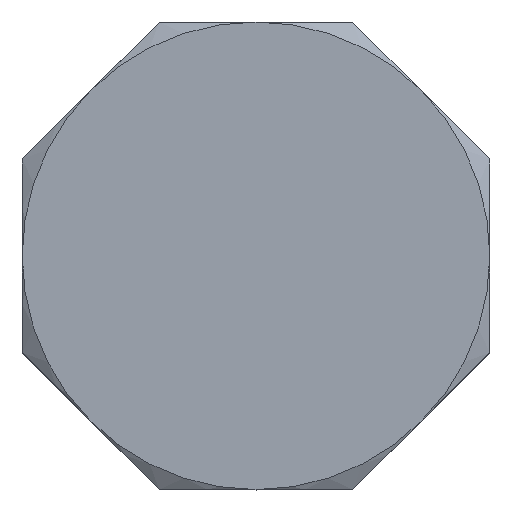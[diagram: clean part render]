
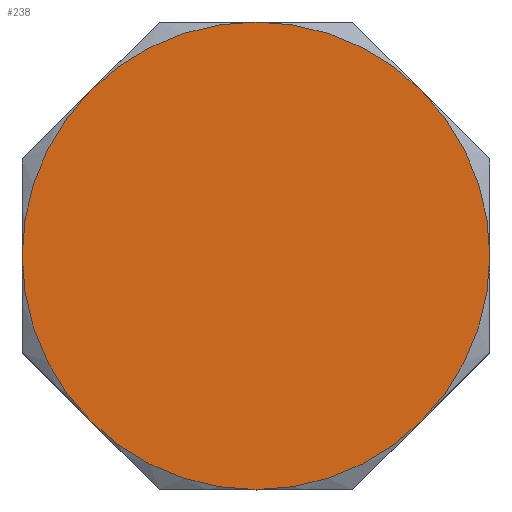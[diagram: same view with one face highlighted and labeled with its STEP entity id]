
A CAD part, top view. The second image highlights one B-rep face of the part: STEP entity #238.
In plain terms, the highlighted planar face has unit normal (0, 0, 1).
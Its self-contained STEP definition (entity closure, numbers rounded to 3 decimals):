
#126 = VERTEX_POINT ( 'NONE', #621 ) ;
#128 = VERTEX_POINT ( 'NONE', #573 ) ;
#139 = VERTEX_POINT ( 'NONE', #570 ) ;
#215 = VERTEX_POINT ( 'NONE', #679 ) ;
#233 = EDGE_LOOP ( 'NONE', ( #240, #246, #247, #237, #239, #241, #244, #243 ) ) ;
#237 = ORIENTED_EDGE ( 'NONE', *, *, #304, .T. ) ;
#238 = ADVANCED_FACE ( 'NONE', ( #661 ), #660, .F. ) ;
#239 = ORIENTED_EDGE ( 'NONE', *, *, #298, .T. ) ;
#240 = ORIENTED_EDGE ( 'NONE', *, *, #259, .T. ) ;
#241 = ORIENTED_EDGE ( 'NONE', *, *, #242, .T. ) ;
#242 = EDGE_CURVE ( 'NONE', #128, #310, #653, .T. ) ;
#243 = ORIENTED_EDGE ( 'NONE', *, *, #278, .T. ) ;
#244 = ORIENTED_EDGE ( 'NONE', *, *, #284, .T. ) ;
#246 = ORIENTED_EDGE ( 'NONE', *, *, #254, .T. ) ;
#247 = ORIENTED_EDGE ( 'NONE', *, *, #263, .T. ) ;
#254 = EDGE_CURVE ( 'NONE', #215, #126, #756, .T. ) ;
#259 = EDGE_CURVE ( 'NONE', #325, #215, #810, .T. ) ;
#263 = EDGE_CURVE ( 'NONE', #126, #139, #798, .T. ) ;
#278 = EDGE_CURVE ( 'NONE', #330, #325, #750, .T. ) ;
#284 = EDGE_CURVE ( 'NONE', #310, #330, #740, .T. ) ;
#291 = VERTEX_POINT ( 'NONE', #820 ) ;
#298 = EDGE_CURVE ( 'NONE', #291, #128, #791, .T. ) ;
#304 = EDGE_CURVE ( 'NONE', #139, #291, #735, .T. ) ;
#310 = VERTEX_POINT ( 'NONE', #729 ) ;
#325 = VERTEX_POINT ( 'NONE', #866 ) ;
#330 = VERTEX_POINT ( 'NONE', #891 ) ;
#357 = CARTESIAN_POINT ( 'NONE',  ( 0., 0., 22.5 ) ) ;
#358 = AXIS2_PLACEMENT_3D ( 'NONE', #357, #525, #526 ) ;
#525 = DIRECTION ( 'NONE',  ( 0., 0., 1. ) ) ;
#526 = DIRECTION ( 'NONE',  ( 0., -1., 0. ) ) ;
#570 = CARTESIAN_POINT ( 'NONE',  ( 33.588, 33.588, 22.5 ) ) ;
#573 = CARTESIAN_POINT ( 'NONE',  ( -33.588, 33.588, 22.5 ) ) ;
#621 = CARTESIAN_POINT ( 'NONE',  ( 47.5, 0., 22.5 ) ) ;
#653 = CIRCLE ( 'NONE', #358, 47.5 ) ;
#656 = DIRECTION ( 'NONE',  ( 0., 1., 0. ) ) ;
#657 = DIRECTION ( 'NONE',  ( 0., 0., -1. ) ) ;
#658 = CARTESIAN_POINT ( 'NONE',  ( 0., 47.5, 22.5 ) ) ;
#659 = AXIS2_PLACEMENT_3D ( 'NONE', #658, #657, #656 ) ;
#660 = PLANE ( 'NONE',  #659 ) ;
#661 = FACE_OUTER_BOUND ( 'NONE', #233, .T. ) ;
#679 = CARTESIAN_POINT ( 'NONE',  ( 33.588, -33.588, 22.5 ) ) ;
#719 = CARTESIAN_POINT ( 'NONE',  ( 0., 0., 22.5 ) ) ;
#729 = CARTESIAN_POINT ( 'NONE',  ( -47.5, 0., 22.5 ) ) ;
#732 = DIRECTION ( 'NONE',  ( 0., -1., 0. ) ) ;
#733 = DIRECTION ( 'NONE',  ( 0., 0., 1. ) ) ;
#734 = AXIS2_PLACEMENT_3D ( 'NONE', #774, #733, #732 ) ;
#735 = CIRCLE ( 'NONE', #734, 47.5 ) ;
#740 = CIRCLE ( 'NONE', #836, 47.5 ) ;
#742 = DIRECTION ( 'NONE',  ( 0., -1., 0. ) ) ;
#743 = DIRECTION ( 'NONE',  ( 0., 0., 1. ) ) ;
#744 = CARTESIAN_POINT ( 'NONE',  ( 0., 0., 22.5 ) ) ;
#745 = AXIS2_PLACEMENT_3D ( 'NONE', #744, #743, #742 ) ;
#750 = CIRCLE ( 'NONE', #745, 47.5 ) ;
#753 = DIRECTION ( 'NONE',  ( 0., -1., 0. ) ) ;
#754 = DIRECTION ( 'NONE',  ( 0., 0., 1. ) ) ;
#755 = AXIS2_PLACEMENT_3D ( 'NONE', #719, #754, #753 ) ;
#756 = CIRCLE ( 'NONE', #755, 47.5 ) ;
#774 = CARTESIAN_POINT ( 'NONE',  ( 0., 0., 22.5 ) ) ;
#780 = DIRECTION ( 'NONE',  ( 0., -1., 0. ) ) ;
#781 = DIRECTION ( 'NONE',  ( 0., 0., 1. ) ) ;
#782 = CARTESIAN_POINT ( 'NONE',  ( 0., 0., 22.5 ) ) ;
#783 = AXIS2_PLACEMENT_3D ( 'NONE', #782, #781, #780 ) ;
#791 = CIRCLE ( 'NONE', #783, 47.5 ) ;
#795 = DIRECTION ( 'NONE',  ( 0., -1., 0. ) ) ;
#796 = DIRECTION ( 'NONE',  ( 0., 0., 1. ) ) ;
#797 = AXIS2_PLACEMENT_3D ( 'NONE', #818, #796, #795 ) ;
#798 = CIRCLE ( 'NONE', #797, 47.5 ) ;
#810 = CIRCLE ( 'NONE', #817, 47.5 ) ;
#814 = DIRECTION ( 'NONE',  ( 0., -1., 0. ) ) ;
#815 = DIRECTION ( 'NONE',  ( 0., 0., 1. ) ) ;
#816 = CARTESIAN_POINT ( 'NONE',  ( 0., 0., 22.5 ) ) ;
#817 = AXIS2_PLACEMENT_3D ( 'NONE', #816, #815, #814 ) ;
#818 = CARTESIAN_POINT ( 'NONE',  ( 0., 0., 22.5 ) ) ;
#820 = CARTESIAN_POINT ( 'NONE',  ( 0., 47.5, 22.5 ) ) ;
#833 = DIRECTION ( 'NONE',  ( 0., -1., 0. ) ) ;
#834 = DIRECTION ( 'NONE',  ( 0., 0., 1. ) ) ;
#835 = CARTESIAN_POINT ( 'NONE',  ( 0., 0., 22.5 ) ) ;
#836 = AXIS2_PLACEMENT_3D ( 'NONE', #835, #834, #833 ) ;
#866 = CARTESIAN_POINT ( 'NONE',  ( 0., -47.5, 22.5 ) ) ;
#891 = CARTESIAN_POINT ( 'NONE',  ( -33.588, -33.588, 22.5 ) ) ;
